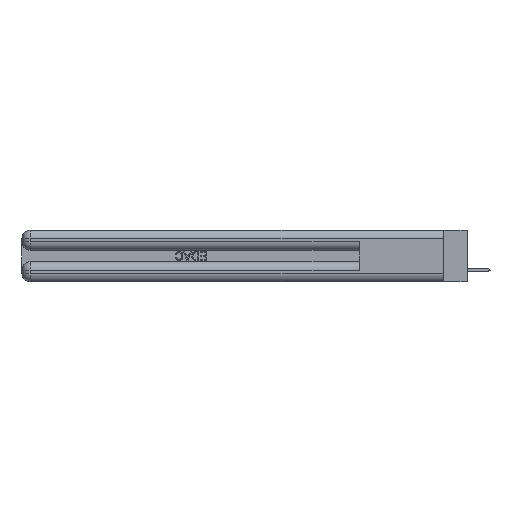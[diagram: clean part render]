
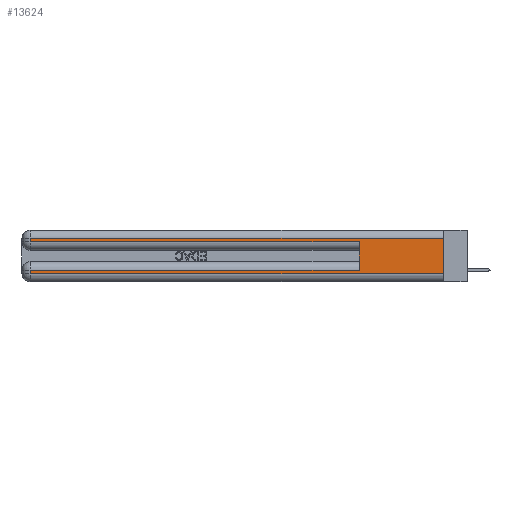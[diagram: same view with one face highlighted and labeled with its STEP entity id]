
A CAD part, left-side view. The second image highlights one B-rep face of the part: STEP entity #13624.
In plain terms, the highlighted planar face has unit normal (-1, 0, 0).
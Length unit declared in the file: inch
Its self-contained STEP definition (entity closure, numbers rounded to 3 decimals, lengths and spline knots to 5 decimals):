
#556 = VERTEX_POINT ( 'NONE', #23341 ) ;
#1872 = VECTOR ( 'NONE', #22388, 39.37008 ) ;
#1909 = LINE ( 'NONE', #18100, #15549 ) ;
#2019 = DIRECTION ( 'NONE',  ( 0., 1., 0. ) ) ;
#2215 = EDGE_CURVE ( 'NONE', #556, #19614, #36073, .T. ) ;
#2544 = ORIENTED_EDGE ( 'NONE', *, *, #2215, .F. ) ;
#2590 = CARTESIAN_POINT ( 'NONE',  ( 0., 0., 0.31 ) ) ;
#2683 = VECTOR ( 'NONE', #16607, 39.37008 ) ;
#3739 = ORIENTED_EDGE ( 'NONE', *, *, #30672, .T. ) ;
#3933 = DIRECTION ( 'NONE',  ( 0., 0., -1. ) ) ;
#6120 = EDGE_CURVE ( 'NONE', #17938, #11895, #13292, .T. ) ;
#6206 = VERTEX_POINT ( 'NONE', #13019 ) ;
#7437 = EDGE_CURVE ( 'NONE', #17938, #37311, #36362, .T. ) ;
#7690 = VECTOR ( 'NONE', #2019, 39.37008 ) ;
#7862 = CARTESIAN_POINT ( 'NONE',  ( 0., 2.94, 0.085 ) ) ;
#8071 = ORIENTED_EDGE ( 'NONE', *, *, #10995, .T. ) ;
#8264 = DIRECTION ( 'NONE',  ( 0., 0., -1. ) ) ;
#8800 = VECTOR ( 'NONE', #11075, 39.37008 ) ;
#9001 = CARTESIAN_POINT ( 'NONE',  ( 0., 2.94, 0.31 ) ) ;
#9003 = VECTOR ( 'NONE', #33811, 39.37008 ) ;
#9419 = CARTESIAN_POINT ( 'NONE',  ( 0., 0., 0.06 ) ) ;
#10162 = CARTESIAN_POINT ( 'NONE',  ( 0., 0., 0.37 ) ) ;
#10995 = EDGE_CURVE ( 'NONE', #6206, #19614, #21314, .T. ) ;
#11075 = DIRECTION ( 'NONE',  ( 0., 0., 1. ) ) ;
#11895 = VERTEX_POINT ( 'NONE', #9419 ) ;
#12514 = CARTESIAN_POINT ( 'NONE',  ( 0., 0., 0.06 ) ) ;
#12526 = ORIENTED_EDGE ( 'NONE', *, *, #6120, .F. ) ;
#13019 = CARTESIAN_POINT ( 'NONE',  ( 0., 2.94, 0.285 ) ) ;
#13292 = LINE ( 'NONE', #36596, #16040 ) ;
#13365 = ORIENTED_EDGE ( 'NONE', *, *, #19687, .T. ) ;
#13409 = AXIS2_PLACEMENT_3D ( 'NONE', #10162, #21876, #3933 ) ;
#13624 = ADVANCED_FACE ( 'NONE', ( #22376 ), #18557, .F. ) ;
#13794 = EDGE_CURVE ( 'NONE', #33010, #34842, #19144, .T. ) ;
#15549 = VECTOR ( 'NONE', #32703, 39.37008 ) ;
#16040 = VECTOR ( 'NONE', #8264, 39.37008 ) ;
#16159 = CARTESIAN_POINT ( 'NONE',  ( 0., 2.94, 0.37 ) ) ;
#16331 = EDGE_CURVE ( 'NONE', #37311, #6206, #16773, .T. ) ;
#16607 = DIRECTION ( 'NONE',  ( 0., -1., 0. ) ) ;
#16773 = LINE ( 'NONE', #28113, #9003 ) ;
#17938 = VERTEX_POINT ( 'NONE', #2590 ) ;
#18100 = CARTESIAN_POINT ( 'NONE',  ( 0., 0., 0.085 ) ) ;
#18509 = LINE ( 'NONE', #12514, #32144 ) ;
#18557 = PLANE ( 'NONE',  #13409 ) ;
#19144 = LINE ( 'NONE', #16159, #1872 ) ;
#19561 = CARTESIAN_POINT ( 'NONE',  ( 0., 0.6, 0.145 ) ) ;
#19614 = VERTEX_POINT ( 'NONE', #35357 ) ;
#19687 = EDGE_CURVE ( 'NONE', #556, #33010, #1909, .T. ) ;
#20313 = DIRECTION ( 'NONE',  ( 0., -1., 0. ) ) ;
#21314 = LINE ( 'NONE', #36161, #2683 ) ;
#21380 = ORIENTED_EDGE ( 'NONE', *, *, #16331, .T. ) ;
#21876 = DIRECTION ( 'NONE',  ( 1., 0., 0. ) ) ;
#22376 = FACE_OUTER_BOUND ( 'NONE', #23699, .T. ) ;
#22388 = DIRECTION ( 'NONE',  ( 0., 0., -1. ) ) ;
#23341 = CARTESIAN_POINT ( 'NONE',  ( 0., 0.6, 0.085 ) ) ;
#23699 = EDGE_LOOP ( 'NONE', ( #12526, #36800, #21380, #8071, #2544, #13365, #35649, #3739 ) ) ;
#25694 = CARTESIAN_POINT ( 'NONE',  ( 0., 2.94, 0.06 ) ) ;
#27673 = CARTESIAN_POINT ( 'NONE',  ( 0., 0., 0.31 ) ) ;
#28113 = CARTESIAN_POINT ( 'NONE',  ( 0., 2.94, 0.37 ) ) ;
#30672 = EDGE_CURVE ( 'NONE', #34842, #11895, #18509, .T. ) ;
#32144 = VECTOR ( 'NONE', #20313, 39.37008 ) ;
#32703 = DIRECTION ( 'NONE',  ( 0., 1., 0. ) ) ;
#33010 = VERTEX_POINT ( 'NONE', #7862 ) ;
#33811 = DIRECTION ( 'NONE',  ( 0., 0., -1. ) ) ;
#34842 = VERTEX_POINT ( 'NONE', #25694 ) ;
#35357 = CARTESIAN_POINT ( 'NONE',  ( 0., 0.6, 0.285 ) ) ;
#35649 = ORIENTED_EDGE ( 'NONE', *, *, #13794, .T. ) ;
#36073 = LINE ( 'NONE', #19561, #8800 ) ;
#36161 = CARTESIAN_POINT ( 'NONE',  ( 0., 0., 0.285 ) ) ;
#36362 = LINE ( 'NONE', #27673, #7690 ) ;
#36596 = CARTESIAN_POINT ( 'NONE',  ( 0., 0., 0.37 ) ) ;
#36800 = ORIENTED_EDGE ( 'NONE', *, *, #7437, .T. ) ;
#37311 = VERTEX_POINT ( 'NONE', #9001 ) ;
